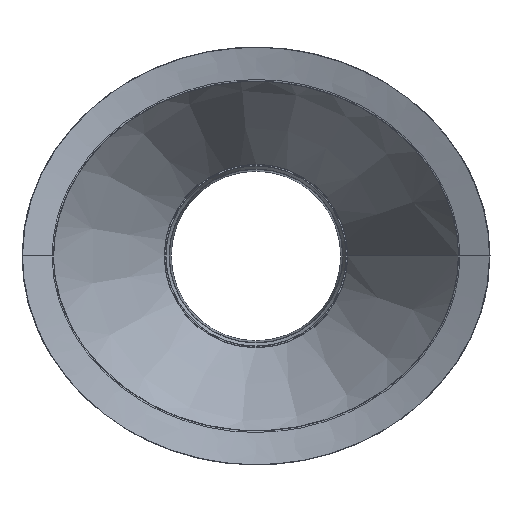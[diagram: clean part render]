
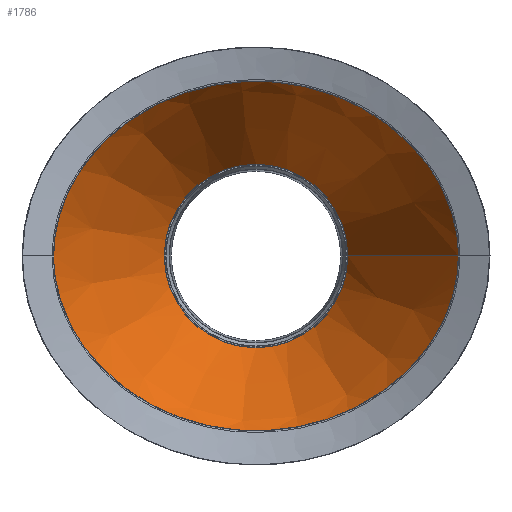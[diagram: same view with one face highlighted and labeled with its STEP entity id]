
A CAD part, front view. The second image highlights one B-rep face of the part: STEP entity #1786.
In plain terms, the highlighted conical face has half-angle 30 degrees and reference radius 39.659 mm.
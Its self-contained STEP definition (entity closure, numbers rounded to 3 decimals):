
#1177=CARTESIAN_POINT('',(-87.493,179.207,0.0));
#1178=VERTEX_POINT('',#1177);
#1185=CARTESIAN_POINT('',(87.493,179.207,0.002));
#1186=VERTEX_POINT('',#1185);
#1187=CARTESIAN_POINT('',(87.493,179.207,0.002));
#1188=CARTESIAN_POINT('',(87.493,179.207,3.464));
#1189=CARTESIAN_POINT('',(87.205,179.352,6.903));
#1190=CARTESIAN_POINT('',(85.621,180.134,16.4));
#1191=CARTESIAN_POINT('',(83.733,181.059,22.238));
#1192=CARTESIAN_POINT('',(77.759,183.778,34.86));
#1193=CARTESIAN_POINT('',(73.219,185.725,41.344));
#1194=CARTESIAN_POINT('',(60.763,190.329,54.654));
#1195=CARTESIAN_POINT('',(51.896,193.13,61.214));
#1196=CARTESIAN_POINT('',(33.99,197.036,69.83));
#1197=CARTESIAN_POINT('',(25.772,198.336,72.492));
#1198=CARTESIAN_POINT('',(13.234,199.448,74.754));
#1199=CARTESIAN_POINT('',(9.17,199.683,75.226));
#1200=CARTESIAN_POINT('',(1.701,199.878,75.616));
#1201=CARTESIAN_POINT('',(-1.684,199.878,75.616));
#1202=CARTESIAN_POINT('',(-9.15,199.684,75.227));
#1203=CARTESIAN_POINT('',(-13.211,199.45,74.757));
#1204=CARTESIAN_POINT('',(-27.514,198.183,72.18));
#1205=CARTESIAN_POINT('',(-37.355,196.472,68.689));
#1206=CARTESIAN_POINT('',(-50.542,193.257,61.399));
#1207=CARTESIAN_POINT('',(-54.562,192.128,58.744));
#1208=CARTESIAN_POINT('',(-65.661,188.663,50.034));
#1209=CARTESIAN_POINT('',(-72.071,186.174,43.111));
#1210=CARTESIAN_POINT('',(-81.216,182.262,28.54));
#1211=CARTESIAN_POINT('',(-84.356,180.75,21.179));
#1212=CARTESIAN_POINT('',(-86.553,179.675,11.042));
#1213=CARTESIAN_POINT('',(-86.923,179.491,8.736));
#1214=CARTESIAN_POINT('',(-87.383,179.263,4.279));
#1215=CARTESIAN_POINT('',(-87.493,179.207,2.142));
#1216=CARTESIAN_POINT('',(-87.493,179.207,0.));
#1217=B_SPLINE_CURVE_WITH_KNOTS('',3,(#1187,#1188,#1189,#1190,#1191,#1192,#1193,#1194,#1195,#1196,#1197,#1198,#1199,#1200,#1201,#1202,#1203,#1204,#1205,#1206,#1207,#1208,#1209,#1210,#1211,#1212,#1213,#1214,#1215,#1216),.UNSPECIFIED.,.F.,.U.,(4,2,2,2,2,2,2,2,2,2,2,2,2,2,4),(0.,1.039,2.898,5.308,8.531,10.95,12.09,13.032,14.171,17.092,18.467,21.145,23.408,24.065,24.665),.UNSPECIFIED.);
#1218=EDGE_CURVE('',#1186,#1178,#1217,.T.);
#1524=CARTESIAN_POINT('',(87.493,179.207,0.0));
#1525=VERTEX_POINT('',#1524);
#1526=CARTESIAN_POINT('',(-87.493,179.207,0.));
#1527=CARTESIAN_POINT('',(-87.493,179.207,-3.462));
#1528=CARTESIAN_POINT('',(-87.205,179.352,-6.902));
#1529=CARTESIAN_POINT('',(-85.621,180.133,-16.397));
#1530=CARTESIAN_POINT('',(-83.734,181.058,-22.235));
#1531=CARTESIAN_POINT('',(-77.762,183.776,-34.856));
#1532=CARTESIAN_POINT('',(-73.223,185.723,-41.339));
#1533=CARTESIAN_POINT('',(-60.769,190.327,-54.649));
#1534=CARTESIAN_POINT('',(-51.903,193.128,-61.209));
#1535=CARTESIAN_POINT('',(-33.996,197.034,-69.828));
#1536=CARTESIAN_POINT('',(-25.776,198.336,-72.491));
#1537=CARTESIAN_POINT('',(-13.236,199.448,-74.754));
#1538=CARTESIAN_POINT('',(-9.171,199.683,-75.225));
#1539=CARTESIAN_POINT('',(-1.702,199.878,-75.616));
#1540=CARTESIAN_POINT('',(1.683,199.878,-75.616));
#1541=CARTESIAN_POINT('',(9.148,199.684,-75.227));
#1542=CARTESIAN_POINT('',(13.21,199.45,-74.758));
#1543=CARTESIAN_POINT('',(27.512,198.184,-72.181));
#1544=CARTESIAN_POINT('',(37.352,196.473,-68.69));
#1545=CARTESIAN_POINT('',(50.539,193.258,-61.401));
#1546=CARTESIAN_POINT('',(54.559,192.129,-58.746));
#1547=CARTESIAN_POINT('',(65.659,188.663,-50.036));
#1548=CARTESIAN_POINT('',(72.069,186.175,-43.114));
#1549=CARTESIAN_POINT('',(81.215,182.263,-28.542));
#1550=CARTESIAN_POINT('',(84.356,180.75,-21.18));
#1551=CARTESIAN_POINT('',(86.553,179.675,-11.043));
#1552=CARTESIAN_POINT('',(86.923,179.491,-8.737));
#1553=CARTESIAN_POINT('',(87.383,179.263,-4.279));
#1554=CARTESIAN_POINT('',(87.493,179.207,-2.142));
#1555=CARTESIAN_POINT('',(87.493,179.207,0.));
#1556=B_SPLINE_CURVE_WITH_KNOTS('',3,(#1526,#1527,#1528,#1529,#1530,#1531,#1532,#1533,#1534,#1535,#1536,#1537,#1538,#1539,#1540,#1541,#1542,#1543,#1544,#1545,#1546,#1547,#1548,#1549,#1550,#1551,#1552,#1553,#1554,#1555),.UNSPECIFIED.,.F.,.U.,(4,2,2,2,2,2,2,2,2,2,2,2,2,2,4),(0.0,1.039,2.897,5.308,8.53,10.95,12.09,13.032,14.171,17.092,18.467,21.145,23.408,24.065,24.665),.UNSPECIFIED.);
#1557=EDGE_CURVE('',#1178,#1525,#1556,.T.);
#1754=CARTESIAN_POINT('',(0.0,262.059,0.0));
#1755=DIRECTION('',(0.0,-1.0,0.0));
#1756=DIRECTION('',(1.,0.0,0.));
#1757=AXIS2_PLACEMENT_3D('',#1754,#1755,#1756);
#1758=CONICAL_SURFACE('',#1757,39.659,30.);
#1759=ORIENTED_EDGE('',*,*,#1218,.T.);
#1760=ORIENTED_EDGE('',*,*,#1557,.T.);
#1761=CARTESIAN_POINT('',(39.659,262.059,0.0));
#1762=VERTEX_POINT('',#1761);
#1763=CARTESIAN_POINT('',(39.659,262.059,0.0));
#1764=DIRECTION('',(0.5,-0.866,0.0));
#1765=VECTOR('',#1764,95.669);
#1766=LINE('',#1763,#1765);
#1767=EDGE_CURVE('',#1762,#1525,#1766,.T.);
#1768=ORIENTED_EDGE('',*,*,#1767,.F.);
#1769=CARTESIAN_POINT('',(39.659,262.059,0.001));
#1770=VERTEX_POINT('',#1769);
#1771=CARTESIAN_POINT('',(0.0,262.059,0.0));
#1772=DIRECTION('',(0.0,1.0,0.0));
#1773=DIRECTION('',(1.0,0.0,0.0));
#1774=AXIS2_PLACEMENT_3D('',#1771,#1772,#1773);
#1775=CIRCLE('',#1774,39.659);
#1776=EDGE_CURVE('',#1762,#1770,#1775,.T.);
#1777=ORIENTED_EDGE('',*,*,#1776,.T.);
#1778=CARTESIAN_POINT('',(39.659,262.059,0.001));
#1779=DIRECTION('',(0.5,-0.866,0.));
#1780=VECTOR('',#1779,95.669);
#1781=LINE('',#1778,#1780);
#1782=EDGE_CURVE('',#1770,#1186,#1781,.T.);
#1783=ORIENTED_EDGE('',*,*,#1782,.T.);
#1784=EDGE_LOOP('',(#1759,#1760,#1768,#1777,#1783));
#1785=FACE_OUTER_BOUND('',#1784,.T.);
#1786=ADVANCED_FACE('',(#1785),#1758,.F.);
